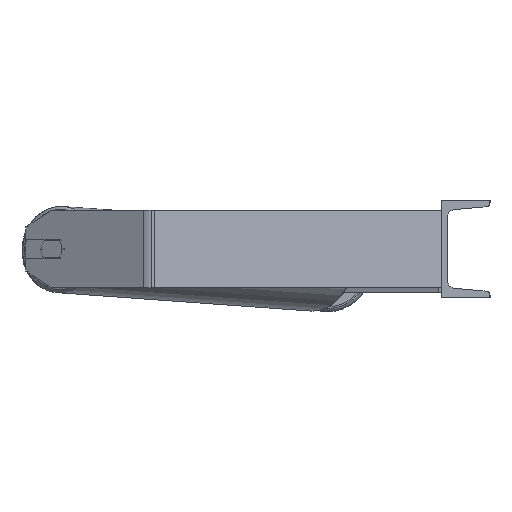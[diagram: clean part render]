
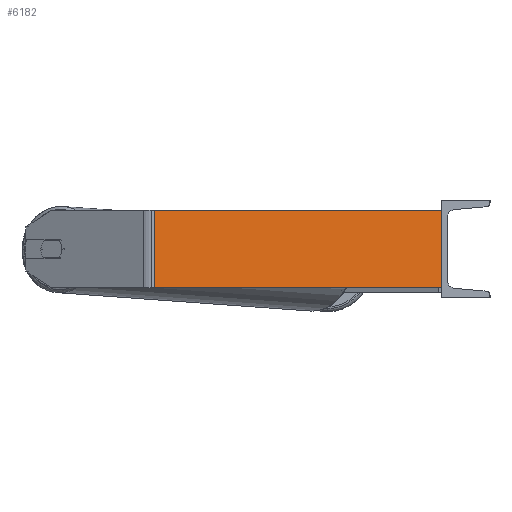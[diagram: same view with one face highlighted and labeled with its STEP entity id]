
A CAD part, left-side view. The second image highlights one B-rep face of the part: STEP entity #6182.
In plain terms, the highlighted planar face has unit normal (-0.985, -0.174, 0).
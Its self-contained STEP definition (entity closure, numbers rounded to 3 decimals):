
#373 = EDGE_CURVE ( 'NONE', #1595, #5814, #1796, .T. ) ;
#670 = EDGE_CURVE ( 'NONE', #1169, #761, #6053, .T. ) ;
#761 = VERTEX_POINT ( 'NONE', #7671 ) ;
#884 = DIRECTION ( 'NONE',  ( 0.174, -0.985, 0. ) ) ;
#1169 = VERTEX_POINT ( 'NONE', #3734 ) ;
#1192 = CARTESIAN_POINT ( 'NONE',  ( -785., 0., 40. ) ) ;
#1381 = VECTOR ( 'NONE', #7360, 1000. ) ;
#1447 = CARTESIAN_POINT ( 'NONE',  ( -838.081, 301.036, 40. ) ) ;
#1456 = ORIENTED_EDGE ( 'NONE', *, *, #7549, .T. ) ;
#1476 = CARTESIAN_POINT ( 'NONE',  ( -837.07, 295.301, 40. ) ) ;
#1595 = VERTEX_POINT ( 'NONE', #1476 ) ;
#1790 = ORIENTED_EDGE ( 'NONE', *, *, #373, .T. ) ;
#1796 = LINE ( 'NONE', #4612, #1381 ) ;
#2149 = VECTOR ( 'NONE', #8301, 1000. ) ;
#2411 = LINE ( 'NONE', #5202, #7285 ) ;
#2874 = PLANE ( 'NONE',  #9034 ) ;
#3222 = ORIENTED_EDGE ( 'NONE', *, *, #8194, .F. ) ;
#3338 = ORIENTED_EDGE ( 'NONE', *, *, #670, .F. ) ;
#3468 = DIRECTION ( 'NONE',  ( 0.174, -0.985, 0. ) ) ;
#3734 = CARTESIAN_POINT ( 'NONE',  ( -785., 0., 40. ) ) ;
#4111 = LINE ( 'NONE', #4918, #4928 ) ;
#4253 = DIRECTION ( 'NONE',  ( 0.985, 0.174, 0. ) ) ;
#4612 = CARTESIAN_POINT ( 'NONE',  ( -837.07, 295.301, 40. ) ) ;
#4641 = CARTESIAN_POINT ( 'NONE',  ( -837.07, 295.301, -40. ) ) ;
#4918 = CARTESIAN_POINT ( 'NONE',  ( -838.081, 301.036, 40. ) ) ;
#4928 = VECTOR ( 'NONE', #3468, 1000. ) ;
#5010 = FACE_OUTER_BOUND ( 'NONE', #8900, .T. ) ;
#5202 = CARTESIAN_POINT ( 'NONE',  ( -838.081, 301.036, -40. ) ) ;
#5814 = VERTEX_POINT ( 'NONE', #4641 ) ;
#6053 = LINE ( 'NONE', #1192, #2149 ) ;
#6182 = ADVANCED_FACE ( 'NONE', ( #5010 ), #2874, .F. ) ;
#7285 = VECTOR ( 'NONE', #884, 1000. ) ;
#7360 = DIRECTION ( 'NONE',  ( 0., 0., -1. ) ) ;
#7549 = EDGE_CURVE ( 'NONE', #5814, #761, #2411, .T. ) ;
#7671 = CARTESIAN_POINT ( 'NONE',  ( -785., 0., -40. ) ) ;
#7844 = DIRECTION ( 'NONE',  ( -0.174, 0.985, 0. ) ) ;
#8194 = EDGE_CURVE ( 'NONE', #1595, #1169, #4111, .T. ) ;
#8301 = DIRECTION ( 'NONE',  ( 0., 0., -1. ) ) ;
#8900 = EDGE_LOOP ( 'NONE', ( #1456, #3338, #3222, #1790 ) ) ;
#9034 = AXIS2_PLACEMENT_3D ( 'NONE', #1447, #4253, #7844 ) ;
